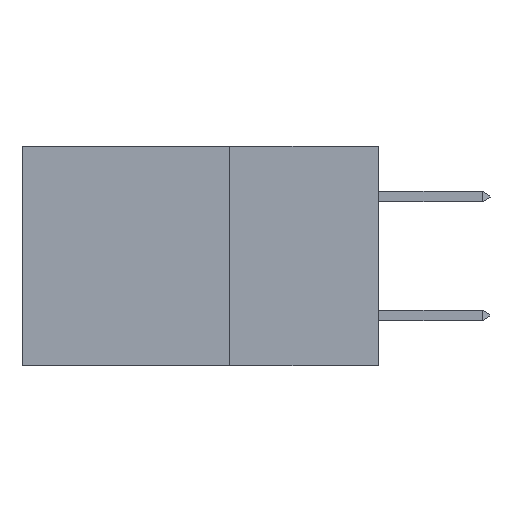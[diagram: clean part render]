
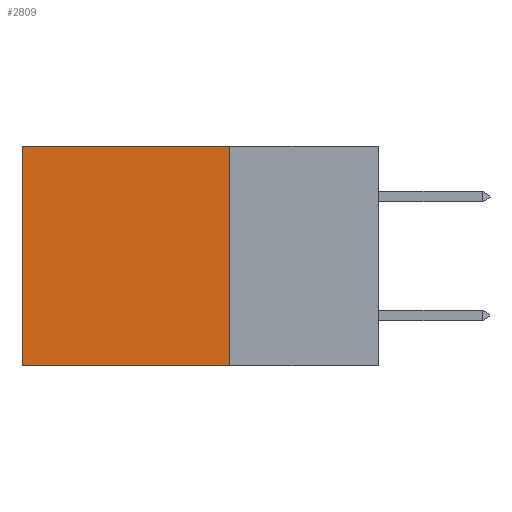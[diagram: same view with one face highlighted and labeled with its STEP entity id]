
A CAD part, left-side view. The second image highlights one B-rep face of the part: STEP entity #2809.
In plain terms, the highlighted planar face has unit normal (-1, 0, 0).
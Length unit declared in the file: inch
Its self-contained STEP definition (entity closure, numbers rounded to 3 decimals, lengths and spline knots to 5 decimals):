
#2729 = DIRECTION ( 'NONE',  ( 0., 0., -1. ) ) ;
#2809 = ADVANCED_FACE ( 'NONE', ( #18058 ), #13335, .F. ) ;
#3210 = DIRECTION ( 'NONE',  ( 0., 1., 0. ) ) ;
#4151 = VECTOR ( 'NONE', #2729, 39.37008 ) ;
#4796 = CARTESIAN_POINT ( 'NONE',  ( 0.298, 0.6, 0. ) ) ;
#4851 = AXIS2_PLACEMENT_3D ( 'NONE', #12291, #24737, #12984 ) ;
#4897 = DIRECTION ( 'NONE',  ( 0., 1., 0. ) ) ;
#6134 = LINE ( 'NONE', #11545, #16570 ) ;
#6633 = ORIENTED_EDGE ( 'NONE', *, *, #11942, .F. ) ;
#6788 = VECTOR ( 'NONE', #7904, 39.37008 ) ;
#7904 = DIRECTION ( 'NONE',  ( 0., 0., -1. ) ) ;
#9257 = ORIENTED_EDGE ( 'NONE', *, *, #17369, .T. ) ;
#10384 = VECTOR ( 'NONE', #4897, 39.37008 ) ;
#11545 = CARTESIAN_POINT ( 'NONE',  ( 0.298, 0.25, 0. ) ) ;
#11942 = EDGE_CURVE ( 'NONE', #13651, #25405, #16622, .T. ) ;
#12291 = CARTESIAN_POINT ( 'NONE',  ( 0.298, 0.25, 0. ) ) ;
#12984 = DIRECTION ( 'NONE',  ( 0., 0., -1. ) ) ;
#13335 = PLANE ( 'NONE',  #4851 ) ;
#13651 = VERTEX_POINT ( 'NONE', #20477 ) ;
#15805 = CARTESIAN_POINT ( 'NONE',  ( 0.298, 0.25, 0. ) ) ;
#16570 = VECTOR ( 'NONE', #3210, 39.37008 ) ;
#16622 = LINE ( 'NONE', #17372, #10384 ) ;
#17237 = LINE ( 'NONE', #22317, #6788 ) ;
#17369 = EDGE_CURVE ( 'NONE', #24910, #21958, #6134, .T. ) ;
#17372 = CARTESIAN_POINT ( 'NONE',  ( 0.298, 0.25, -0.37 ) ) ;
#17869 = EDGE_CURVE ( 'NONE', #21958, #25405, #26161, .T. ) ;
#18058 = FACE_OUTER_BOUND ( 'NONE', #18497, .T. ) ;
#18497 = EDGE_LOOP ( 'NONE', ( #26299, #6633, #26420, #9257 ) ) ;
#20477 = CARTESIAN_POINT ( 'NONE',  ( 0.298, 0.25, -0.37 ) ) ;
#21607 = CARTESIAN_POINT ( 'NONE',  ( 0.298, 0.6, -0.37 ) ) ;
#21958 = VERTEX_POINT ( 'NONE', #24098 ) ;
#22317 = CARTESIAN_POINT ( 'NONE',  ( 0.298, 0.25, 0. ) ) ;
#24098 = CARTESIAN_POINT ( 'NONE',  ( 0.298, 0.6, 0. ) ) ;
#24445 = EDGE_CURVE ( 'NONE', #24910, #13651, #17237, .T. ) ;
#24737 = DIRECTION ( 'NONE',  ( 1., 0., 0. ) ) ;
#24910 = VERTEX_POINT ( 'NONE', #15805 ) ;
#25405 = VERTEX_POINT ( 'NONE', #21607 ) ;
#26161 = LINE ( 'NONE', #4796, #4151 ) ;
#26299 = ORIENTED_EDGE ( 'NONE', *, *, #17869, .T. ) ;
#26420 = ORIENTED_EDGE ( 'NONE', *, *, #24445, .F. ) ;
